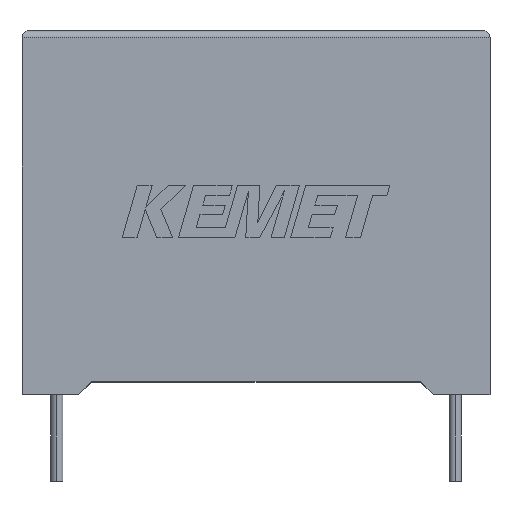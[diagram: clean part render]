
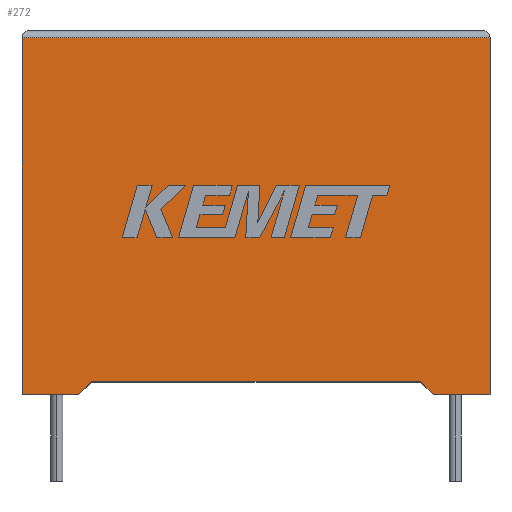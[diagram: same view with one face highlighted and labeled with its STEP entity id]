
A CAD part, top view. The second image highlights one B-rep face of the part: STEP entity #272.
In plain terms, the highlighted planar face has unit normal (0, 0, 1).
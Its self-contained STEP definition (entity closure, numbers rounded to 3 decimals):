
#37 = CARTESIAN_POINT ( 'NONE',  ( 32.3, 0., 13.2 ) ) ;
#95 = LINE ( 'NONE', #1765, #1060 ) ;
#186 = ORIENTED_EDGE ( 'NONE', *, *, #1480, .T. ) ;
#195 = CARTESIAN_POINT ( 'NONE',  ( 16.15, 0.865, 13.2 ) ) ;
#198 = CARTESIAN_POINT ( 'NONE',  ( 28.4, 0., 13.2 ) ) ;
#272 = ADVANCED_FACE ( 'NONE', ( #484 ), #2737, .F. ) ;
#321 = ORIENTED_EDGE ( 'NONE', *, *, #1756, .T. ) ;
#359 = VECTOR ( 'NONE', #1037, 1000. ) ;
#410 = VECTOR ( 'NONE', #714, 1000. ) ;
#463 = EDGE_CURVE ( 'NONE', #2151, #1571, #2884, .T. ) ;
#484 = FACE_OUTER_BOUND ( 'NONE', #2583, .T. ) ;
#575 = CARTESIAN_POINT ( 'NONE',  ( 27.503, 0.865, 13.2 ) ) ;
#628 = CARTESIAN_POINT ( 'NONE',  ( 0., 0., 13.2 ) ) ;
#714 = DIRECTION ( 'NONE',  ( 1., 0., 0. ) ) ;
#745 = AXIS2_PLACEMENT_3D ( 'NONE', #1294, #785, #2200 ) ;
#785 = DIRECTION ( 'NONE',  ( 0., 0., -1. ) ) ;
#844 = VECTOR ( 'NONE', #1717, 1000. ) ;
#861 = CARTESIAN_POINT ( 'NONE',  ( 4.797, 0.865, 13.2 ) ) ;
#896 = CARTESIAN_POINT ( 'NONE',  ( 3.9, 0., 13.2 ) ) ;
#905 = VECTOR ( 'NONE', #2956, 1000. ) ;
#925 = DIRECTION ( 'NONE',  ( -1., 0., 0. ) ) ;
#1007 = VECTOR ( 'NONE', #2825, 1000. ) ;
#1014 = EDGE_CURVE ( 'NONE', #1431, #2474, #2296, .T. ) ;
#1037 = DIRECTION ( 'NONE',  ( -1., 0., 0. ) ) ;
#1055 = LINE ( 'NONE', #2215, #359 ) ;
#1060 = VECTOR ( 'NONE', #2488, 1000. ) ;
#1118 = DIRECTION ( 'NONE',  ( 0., -1., 0. ) ) ;
#1128 = EDGE_CURVE ( 'NONE', #1571, #1431, #1055, .T. ) ;
#1222 = VERTEX_POINT ( 'NONE', #198 ) ;
#1294 = CARTESIAN_POINT ( 'NONE',  ( 0., 0., 13.2 ) ) ;
#1362 = EDGE_CURVE ( 'NONE', #2053, #2428, #2799, .T. ) ;
#1431 = VERTEX_POINT ( 'NONE', #1855 ) ;
#1480 = EDGE_CURVE ( 'NONE', #2474, #2428, #2780, .T. ) ;
#1524 = EDGE_CURVE ( 'NONE', #2383, #2053, #2298, .T. ) ;
#1571 = VERTEX_POINT ( 'NONE', #2567 ) ;
#1717 = DIRECTION ( 'NONE',  ( 0., 1., 0. ) ) ;
#1756 = EDGE_CURVE ( 'NONE', #1222, #2151, #1758, .T. ) ;
#1758 = LINE ( 'NONE', #1895, #410 ) ;
#1764 = ORIENTED_EDGE ( 'NONE', *, *, #2032, .T. ) ;
#1765 = CARTESIAN_POINT ( 'NONE',  ( 28.4, 0., 13.2 ) ) ;
#1855 = CARTESIAN_POINT ( 'NONE',  ( 0., 24.6, 13.2 ) ) ;
#1895 = CARTESIAN_POINT ( 'NONE',  ( 0., 0., 13.2 ) ) ;
#1900 = ORIENTED_EDGE ( 'NONE', *, *, #1362, .F. ) ;
#1991 = VECTOR ( 'NONE', #1118, 1000. ) ;
#2032 = EDGE_CURVE ( 'NONE', #2383, #1222, #95, .T. ) ;
#2053 = VERTEX_POINT ( 'NONE', #861 ) ;
#2151 = VERTEX_POINT ( 'NONE', #2548 ) ;
#2189 = ORIENTED_EDGE ( 'NONE', *, *, #1524, .F. ) ;
#2200 = DIRECTION ( 'NONE',  ( -1., 0., 0. ) ) ;
#2215 = CARTESIAN_POINT ( 'NONE',  ( 0., 24.6, 13.2 ) ) ;
#2296 = LINE ( 'NONE', #628, #1991 ) ;
#2298 = LINE ( 'NONE', #195, #2784 ) ;
#2316 = CARTESIAN_POINT ( 'NONE',  ( 0., 0., 13.2 ) ) ;
#2328 = ORIENTED_EDGE ( 'NONE', *, *, #463, .T. ) ;
#2383 = VERTEX_POINT ( 'NONE', #575 ) ;
#2428 = VERTEX_POINT ( 'NONE', #2967 ) ;
#2465 = CARTESIAN_POINT ( 'NONE',  ( 0., 0., 13.2 ) ) ;
#2474 = VERTEX_POINT ( 'NONE', #2465 ) ;
#2488 = DIRECTION ( 'NONE',  ( 0.72, -0.694, 0. ) ) ;
#2548 = CARTESIAN_POINT ( 'NONE',  ( 32.3, 0., 13.2 ) ) ;
#2567 = CARTESIAN_POINT ( 'NONE',  ( 32.3, 24.6, 13.2 ) ) ;
#2583 = EDGE_LOOP ( 'NONE', ( #2328, #2620, #2835, #186, #1900, #2189, #1764, #321 ) ) ;
#2620 = ORIENTED_EDGE ( 'NONE', *, *, #1128, .T. ) ;
#2737 = PLANE ( 'NONE',  #745 ) ;
#2780 = LINE ( 'NONE', #2316, #1007 ) ;
#2784 = VECTOR ( 'NONE', #925, 1000. ) ;
#2799 = LINE ( 'NONE', #896, #905 ) ;
#2825 = DIRECTION ( 'NONE',  ( 1., 0., 0. ) ) ;
#2835 = ORIENTED_EDGE ( 'NONE', *, *, #1014, .T. ) ;
#2884 = LINE ( 'NONE', #37, #844 ) ;
#2956 = DIRECTION ( 'NONE',  ( -0.72, -0.694, 0. ) ) ;
#2967 = CARTESIAN_POINT ( 'NONE',  ( 3.9, 0., 13.2 ) ) ;
